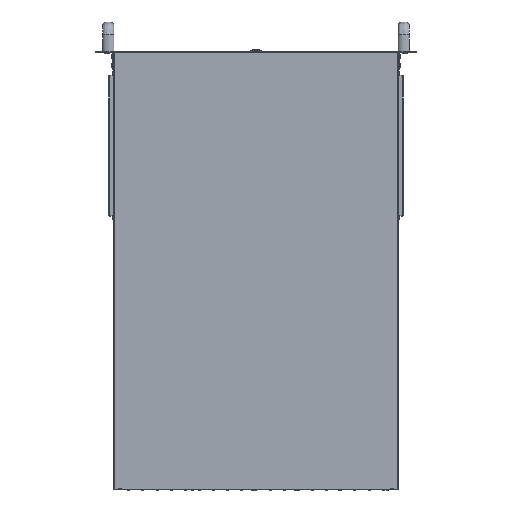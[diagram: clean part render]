
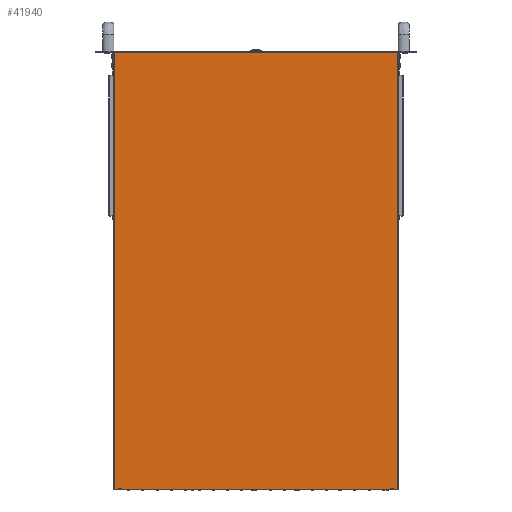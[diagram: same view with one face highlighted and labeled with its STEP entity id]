
A CAD part, front view. The second image highlights one B-rep face of the part: STEP entity #41940.
In plain terms, the highlighted planar face has unit normal (0, -1, 0).
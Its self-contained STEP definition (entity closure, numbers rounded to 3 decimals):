
#41655 = VERTEX_POINT ( 'NONE', #106851 ) ;
#41735 = VERTEX_POINT ( 'NONE', #106909 ) ;
#41769 = EDGE_CURVE ( 'NONE', #41655, #41774, #106943, .T. ) ;
#41774 = VERTEX_POINT ( 'NONE', #106938 ) ;
#41887 = EDGE_LOOP ( 'NONE', ( #41946, #42443, #42366, #42303, #42274, #42346, #42401, #42455, #42957, #42995, #42866, #42920 ) ) ;
#41932 = EDGE_CURVE ( 'NONE', #41986, #41735, #107110, .T. ) ;
#41940 = ADVANCED_FACE ( 'NONE', ( #107106 ), #107105, .T. ) ;
#41946 = ORIENTED_EDGE ( 'NONE', *, *, #42026, .T. ) ;
#41948 = VERTEX_POINT ( 'NONE', #107096 ) ;
#41986 = VERTEX_POINT ( 'NONE', #107177 ) ;
#42026 = EDGE_CURVE ( 'NONE', #41948, #42030, #107257, .T. ) ;
#42030 = VERTEX_POINT ( 'NONE', #107242 ) ;
#42064 = VERTEX_POINT ( 'NONE', #107273 ) ;
#42146 = EDGE_CURVE ( 'NONE', #42064, #42148, #107329, .T. ) ;
#42148 = VERTEX_POINT ( 'NONE', #107325 ) ;
#42274 = ORIENTED_EDGE ( 'NONE', *, *, #42343, .F. ) ;
#42276 = VERTEX_POINT ( 'NONE', #107503 ) ;
#42303 = ORIENTED_EDGE ( 'NONE', *, *, #42310, .F. ) ;
#42310 = EDGE_CURVE ( 'NONE', #42311, #41986, #107538, .T. ) ;
#42311 = VERTEX_POINT ( 'NONE', #107534 ) ;
#42343 = EDGE_CURVE ( 'NONE', #42276, #42311, #107566, .T. ) ;
#42346 = ORIENTED_EDGE ( 'NONE', *, *, #42393, .F. ) ;
#42366 = ORIENTED_EDGE ( 'NONE', *, *, #41932, .F. ) ;
#42393 = EDGE_CURVE ( 'NONE', #42148, #42276, #107642, .T. ) ;
#42401 = ORIENTED_EDGE ( 'NONE', *, *, #42146, .F. ) ;
#42405 = VERTEX_POINT ( 'NONE', #107634 ) ;
#42443 = ORIENTED_EDGE ( 'NONE', *, *, #42680, .T. ) ;
#42455 = ORIENTED_EDGE ( 'NONE', *, *, #42460, .F. ) ;
#42460 = EDGE_CURVE ( 'NONE', #42405, #42064, #107657, .T. ) ;
#42680 = EDGE_CURVE ( 'NONE', #42030, #41735, #107928, .T. ) ;
#42811 = VERTEX_POINT ( 'NONE', #108060 ) ;
#42842 = EDGE_CURVE ( 'NONE', #41948, #41655, #108114, .T. ) ;
#42866 = ORIENTED_EDGE ( 'NONE', *, *, #41769, .F. ) ;
#42920 = ORIENTED_EDGE ( 'NONE', *, *, #42842, .F. ) ;
#42954 = EDGE_CURVE ( 'NONE', #42811, #42405, #108257, .T. ) ;
#42957 = ORIENTED_EDGE ( 'NONE', *, *, #42954, .F. ) ;
#42995 = ORIENTED_EDGE ( 'NONE', *, *, #42997, .T. ) ;
#42997 = EDGE_CURVE ( 'NONE', #42811, #41774, #108293, .T. ) ;
#106851 = CARTESIAN_POINT ( 'NONE',  ( 201.726, -87.5, -657. ) ) ;
#106909 = CARTESIAN_POINT ( 'NONE',  ( 206.495, -87.5, -657. ) ) ;
#106938 = CARTESIAN_POINT ( 'NONE',  ( -201.726, -87.5, -657. ) ) ;
#106940 = DIRECTION ( 'NONE',  ( -1., 0., 0. ) ) ;
#106941 = VECTOR ( 'NONE', #106940, 1000. ) ;
#106942 = CARTESIAN_POINT ( 'NONE',  ( -213., -87.5, -657. ) ) ;
#106943 = LINE ( 'NONE', #106942, #106941 ) ;
#107096 = CARTESIAN_POINT ( 'NONE',  ( 201.726, -87.5, -656. ) ) ;
#107101 = DIRECTION ( 'NONE',  ( 0., 0., -1. ) ) ;
#107102 = DIRECTION ( 'NONE',  ( 0., -1., 0. ) ) ;
#107103 = CARTESIAN_POINT ( 'NONE',  ( -213., -87.5, -657. ) ) ;
#107104 = AXIS2_PLACEMENT_3D ( 'NONE', #107103, #107102, #107101 ) ;
#107105 = PLANE ( 'NONE',  #107104 ) ;
#107106 = FACE_OUTER_BOUND ( 'NONE', #41887, .T. ) ;
#107107 = DIRECTION ( 'NONE',  ( -1., 0., 0. ) ) ;
#107108 = VECTOR ( 'NONE', #107107, 1000. ) ;
#107109 = CARTESIAN_POINT ( 'NONE',  ( -213., -87.5, -657. ) ) ;
#107110 = LINE ( 'NONE', #107109, #107108 ) ;
#107177 = CARTESIAN_POINT ( 'NONE',  ( 213., -87.5, -657. ) ) ;
#107242 = CARTESIAN_POINT ( 'NONE',  ( 206.495, -87.5, -656. ) ) ;
#107254 = DIRECTION ( 'NONE',  ( 1., 0., 0. ) ) ;
#107255 = VECTOR ( 'NONE', #107254, 1000. ) ;
#107256 = CARTESIAN_POINT ( 'NONE',  ( 206.495, -87.5, -656. ) ) ;
#107257 = LINE ( 'NONE', #107256, #107255 ) ;
#107273 = CARTESIAN_POINT ( 'NONE',  ( -206.495, -87.5, -657. ) ) ;
#107325 = CARTESIAN_POINT ( 'NONE',  ( -213., -87.5, -657. ) ) ;
#107326 = DIRECTION ( 'NONE',  ( -1., 0., 0. ) ) ;
#107327 = VECTOR ( 'NONE', #107326, 1000. ) ;
#107328 = CARTESIAN_POINT ( 'NONE',  ( -213., -87.5, -657. ) ) ;
#107329 = LINE ( 'NONE', #107328, #107327 ) ;
#107503 = CARTESIAN_POINT ( 'NONE',  ( -213., -87.5, 0. ) ) ;
#107534 = CARTESIAN_POINT ( 'NONE',  ( 213., -87.5, 0. ) ) ;
#107535 = DIRECTION ( 'NONE',  ( 0., 0., -1. ) ) ;
#107536 = VECTOR ( 'NONE', #107535, 1000. ) ;
#107537 = CARTESIAN_POINT ( 'NONE',  ( 213., -87.5, 0. ) ) ;
#107538 = LINE ( 'NONE', #107537, #107536 ) ;
#107563 = DIRECTION ( 'NONE',  ( 1., 0., 0. ) ) ;
#107564 = VECTOR ( 'NONE', #107563, 1000. ) ;
#107565 = CARTESIAN_POINT ( 'NONE',  ( -213., -87.5, 0. ) ) ;
#107566 = LINE ( 'NONE', #107565, #107564 ) ;
#107634 = CARTESIAN_POINT ( 'NONE',  ( -206.495, -87.5, -656. ) ) ;
#107639 = DIRECTION ( 'NONE',  ( 0., 0., 1. ) ) ;
#107640 = VECTOR ( 'NONE', #107639, 1000. ) ;
#107641 = CARTESIAN_POINT ( 'NONE',  ( -213., -87.5, 0. ) ) ;
#107642 = LINE ( 'NONE', #107641, #107640 ) ;
#107657 = LINE ( 'NONE', #107716, #107715 ) ;
#107714 = DIRECTION ( 'NONE',  ( 0., 0., -1. ) ) ;
#107715 = VECTOR ( 'NONE', #107714, 1000. ) ;
#107716 = CARTESIAN_POINT ( 'NONE',  ( -206.495, -87.5, -656. ) ) ;
#107925 = DIRECTION ( 'NONE',  ( 0., 0., -1. ) ) ;
#107926 = VECTOR ( 'NONE', #107925, 1000. ) ;
#107927 = CARTESIAN_POINT ( 'NONE',  ( 206.495, -87.5, -656. ) ) ;
#107928 = LINE ( 'NONE', #107927, #107926 ) ;
#108060 = CARTESIAN_POINT ( 'NONE',  ( -201.726, -87.5, -656. ) ) ;
#108106 = DIRECTION ( 'NONE',  ( 0., 0., -1. ) ) ;
#108107 = VECTOR ( 'NONE', #108106, 1000. ) ;
#108108 = CARTESIAN_POINT ( 'NONE',  ( 201.726, -87.5, -656. ) ) ;
#108114 = LINE ( 'NONE', #108108, #108107 ) ;
#108254 = DIRECTION ( 'NONE',  ( -1., 0., 0. ) ) ;
#108255 = VECTOR ( 'NONE', #108254, 1000. ) ;
#108256 = CARTESIAN_POINT ( 'NONE',  ( -206.495, -87.5, -656. ) ) ;
#108257 = LINE ( 'NONE', #108256, #108255 ) ;
#108290 = DIRECTION ( 'NONE',  ( 0., 0., -1. ) ) ;
#108291 = VECTOR ( 'NONE', #108290, 1000. ) ;
#108292 = CARTESIAN_POINT ( 'NONE',  ( -201.726, -87.5, -656. ) ) ;
#108293 = LINE ( 'NONE', #108292, #108291 ) ;
